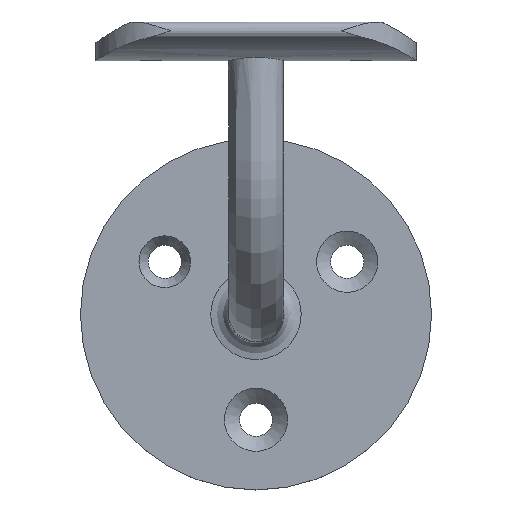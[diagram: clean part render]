
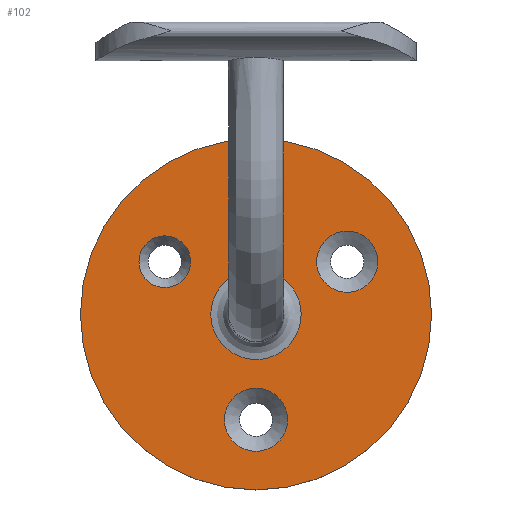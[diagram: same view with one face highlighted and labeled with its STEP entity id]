
A CAD part, top view. The second image highlights one B-rep face of the part: STEP entity #102.
In plain terms, the highlighted planar face has unit normal (0, 0, 1).
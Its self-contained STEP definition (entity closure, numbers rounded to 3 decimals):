
#76=B_SPLINE_CURVE_WITH_KNOTS('',3,(#505,#506,#507,#508,#509,#510,#511,
#512,#513,#514,#515,#516,#517,#518,#519,#520,#521,#522,#523,#524,#525,#526,
#527,#528,#529,#530,#531,#532,#533,#534,#535,#536,#537,#538,#539,#540,#541,
#542,#543,#544,#545,#546,#547,#548,#549,#550,#551,#552,#553,#554,#555,#556,
#557,#558,#559,#560,#561,#562,#563,#564,#565,#566,#567,#568,#569,#570,#571,
#572,#573,#574,#575,#576,#577,#578,#579,#580,#581,#582,#583,#584,#585,#586,
#587,#588,#589,#590,#591,#592,#593,#594,#595,#596,#597,#598),
 .UNSPECIFIED.,.T.,.F.,(2,2,2,2,2,2,2,2,2,2,2,2,2,2,2,2,2,2,2,2,2,2,2,2,
2,2,2,2,2,2,2,2,2,2,2,2,2,2,2,2,2,2,2,2,2,2,2,2,2),(-0.031,
0.,0.031,0.047,0.063,0.094,0.109,0.125,0.156,0.188,0.203,
0.219,0.25,0.281,0.313,0.328,0.344,0.359,0.375,0.406,0.422,
0.438,0.469,0.484,0.5,0.531,0.547,0.563,0.578,0.594,
0.625,0.656,0.688,0.703,0.719,0.75,0.781,0.797,0.813,0.844,
0.859,0.875,0.906,0.922,0.938,0.953,0.969,1.,1.031),
 .UNSPECIFIED.);
#102=ADVANCED_FACE('',(#128,#129,#130,#131,#132),#123,.T.);
#123=PLANE('',#396);
#128=FACE_BOUND('',#166,.T.);
#129=FACE_BOUND('',#167,.T.);
#130=FACE_BOUND('',#168,.T.);
#131=FACE_BOUND('',#169,.T.);
#132=FACE_BOUND('',#170,.T.);
#166=EDGE_LOOP('',(#210));
#167=EDGE_LOOP('',(#211));
#168=EDGE_LOOP('',(#212));
#169=EDGE_LOOP('',(#213));
#170=EDGE_LOOP('',(#214));
#210=ORIENTED_EDGE('',*,*,#324,.T.);
#211=ORIENTED_EDGE('',*,*,#325,.T.);
#212=ORIENTED_EDGE('',*,*,#326,.T.);
#213=ORIENTED_EDGE('',*,*,#327,.T.);
#214=ORIENTED_EDGE('',*,*,#328,.T.);
#290=VERTEX_POINT('',#498);
#291=VERTEX_POINT('',#500);
#292=VERTEX_POINT('',#502);
#293=VERTEX_POINT('',#504);
#294=VERTEX_POINT('',#599);
#324=EDGE_CURVE('',#290,#290,#364,.T.);
#325=EDGE_CURVE('',#291,#291,#365,.T.);
#326=EDGE_CURVE('',#292,#292,#366,.T.);
#327=EDGE_CURVE('',#293,#293,#367,.T.);
#328=EDGE_CURVE('',#294,#294,#76,.T.);
#364=CIRCLE('',#392,5.15);
#365=CIRCLE('',#393,6.1);
#366=CIRCLE('',#394,35.);
#367=CIRCLE('',#395,6.3);
#392=AXIS2_PLACEMENT_3D('',#497,#431,#432);
#393=AXIS2_PLACEMENT_3D('',#499,#433,#434);
#394=AXIS2_PLACEMENT_3D('',#501,#435,#436);
#395=AXIS2_PLACEMENT_3D('',#503,#437,#438);
#396=AXIS2_PLACEMENT_3D('',#600,#439,#440);
#431=DIRECTION('',(0.,0.,-1.));
#432=DIRECTION('',(1.,0.,0.));
#433=DIRECTION('',(0.,0.,-1.));
#434=DIRECTION('',(1.,0.,0.));
#435=DIRECTION('',(0.,0.,1.));
#436=DIRECTION('',(1.,0.,0.));
#437=DIRECTION('',(0.,0.,-1.));
#438=DIRECTION('',(0.,-1.,0.));
#439=DIRECTION('',(0.,0.,1.));
#440=DIRECTION('',(1.,0.,0.));
#497=CARTESIAN_POINT('',(-18.187,10.5,6.));
#498=CARTESIAN_POINT('',(-13.037,10.5,6.));
#499=CARTESIAN_POINT('',(18.187,10.5,6.));
#500=CARTESIAN_POINT('',(24.287,10.5,6.));
#501=CARTESIAN_POINT('',(0.,0.,6.));
#502=CARTESIAN_POINT('',(35.,0.,6.));
#503=CARTESIAN_POINT('',(0.,-21.,6.));
#504=CARTESIAN_POINT('',(0.,-27.3,6.));
#505=CARTESIAN_POINT('',(-9.013,0.349,6.));
#506=CARTESIAN_POINT('',(-8.889,1.531,6.));
#507=CARTESIAN_POINT('',(-8.768,2.115,6.));
#508=CARTESIAN_POINT('',(-8.504,2.962,6.));
#509=CARTESIAN_POINT('',(-8.402,3.24,6.));
#510=CARTESIAN_POINT('',(-8.17,3.786,6.));
#511=CARTESIAN_POINT('',(-8.04,4.053,6.));
#512=CARTESIAN_POINT('',(-7.616,4.827,6.));
#513=CARTESIAN_POINT('',(-7.287,5.312,6.));
#514=CARTESIAN_POINT('',(-6.722,5.992,6.));
#515=CARTESIAN_POINT('',(-6.52,6.211,6.));
#516=CARTESIAN_POINT('',(-6.098,6.626,6.));
#517=CARTESIAN_POINT('',(-5.878,6.821,6.));
#518=CARTESIAN_POINT('',(-5.192,7.372,6.));
#519=CARTESIAN_POINT('',(-4.702,7.695,6.));
#520=CARTESIAN_POINT('',(-3.651,8.247,6.));
#521=CARTESIAN_POINT('',(-3.105,8.468,6.));
#522=CARTESIAN_POINT('',(-2.262,8.716,6.));
#523=CARTESIAN_POINT('',(-1.976,8.785,6.));
#524=CARTESIAN_POINT('',(-1.397,8.896,6.));
#525=CARTESIAN_POINT('',(-1.101,8.937,6.));
#526=CARTESIAN_POINT('',(-0.22,9.017,6.));
#527=CARTESIAN_POINT('',(0.366,9.012,6.));
#528=CARTESIAN_POINT('',(1.534,8.888,6.));
#529=CARTESIAN_POINT('',(2.121,8.766,6.));
#530=CARTESIAN_POINT('',(3.242,8.416,6.));
#531=CARTESIAN_POINT('',(3.782,8.187,6.));
#532=CARTESIAN_POINT('',(4.56,7.763,6.));
#533=CARTESIAN_POINT('',(4.814,7.608,6.));
#534=CARTESIAN_POINT('',(5.302,7.277,6.));
#535=CARTESIAN_POINT('',(5.536,7.1,6.));
#536=CARTESIAN_POINT('',(5.987,6.726,6.));
#537=CARTESIAN_POINT('',(6.203,6.528,6.));
#538=CARTESIAN_POINT('',(6.615,6.109,6.));
#539=CARTESIAN_POINT('',(6.813,5.888,6.));
#540=CARTESIAN_POINT('',(7.371,5.195,6.));
#541=CARTESIAN_POINT('',(7.693,4.704,6.));
#542=CARTESIAN_POINT('',(8.103,3.926,6.));
#543=CARTESIAN_POINT('',(8.227,3.659,6.));
#544=CARTESIAN_POINT('',(8.451,3.111,6.));
#545=CARTESIAN_POINT('',(8.549,2.829,6.));
#546=CARTESIAN_POINT('',(8.798,1.982,6.));
#547=CARTESIAN_POINT('',(8.908,1.406,6.));
#548=CARTESIAN_POINT('',(8.989,0.527,6.));
#549=CARTESIAN_POINT('',(9.002,0.229,6.));
#550=CARTESIAN_POINT('',(8.998,-0.363,6.));
#551=CARTESIAN_POINT('',(8.981,-0.656,6.));
#552=CARTESIAN_POINT('',(8.888,-1.531,6.));
#553=CARTESIAN_POINT('',(8.77,-2.106,6.));
#554=CARTESIAN_POINT('',(8.506,-2.955,6.));
#555=CARTESIAN_POINT('',(8.404,-3.234,6.));
#556=CARTESIAN_POINT('',(8.174,-3.776,6.));
#557=CARTESIAN_POINT('',(8.047,-4.04,6.));
#558=CARTESIAN_POINT('',(7.766,-4.554,6.));
#559=CARTESIAN_POINT('',(7.614,-4.805,6.));
#560=CARTESIAN_POINT('',(7.283,-5.293,6.));
#561=CARTESIAN_POINT('',(7.104,-5.532,6.));
#562=CARTESIAN_POINT('',(6.538,-6.213,6.));
#563=CARTESIAN_POINT('',(6.12,-6.624,6.));
#564=CARTESIAN_POINT('',(5.207,-7.362,6.));
#565=CARTESIAN_POINT('',(4.707,-7.691,6.));
#566=CARTESIAN_POINT('',(3.667,-8.239,6.));
#567=CARTESIAN_POINT('',(3.125,-8.461,6.));
#568=CARTESIAN_POINT('',(2.276,-8.712,6.));
#569=CARTESIAN_POINT('',(1.986,-8.783,6.));
#570=CARTESIAN_POINT('',(1.407,-8.894,6.));
#571=CARTESIAN_POINT('',(1.116,-8.936,6.));
#572=CARTESIAN_POINT('',(0.241,-9.016,6.));
#573=CARTESIAN_POINT('',(-0.349,-9.013,6.));
#574=CARTESIAN_POINT('',(-1.529,-8.889,6.));
#575=CARTESIAN_POINT('',(-2.103,-8.77,6.));
#576=CARTESIAN_POINT('',(-2.943,-8.51,6.));
#577=CARTESIAN_POINT('',(-3.219,-8.41,6.));
#578=CARTESIAN_POINT('',(-3.764,-8.18,6.));
#579=CARTESIAN_POINT('',(-4.033,-8.05,6.));
#580=CARTESIAN_POINT('',(-4.809,-7.628,6.));
#581=CARTESIAN_POINT('',(-5.295,-7.3,6.));
#582=CARTESIAN_POINT('',(-5.974,-6.737,6.));
#583=CARTESIAN_POINT('',(-6.194,-6.536,6.));
#584=CARTESIAN_POINT('',(-6.61,-6.115,6.));
#585=CARTESIAN_POINT('',(-6.806,-5.895,6.));
#586=CARTESIAN_POINT('',(-7.36,-5.211,6.));
#587=CARTESIAN_POINT('',(-7.683,-4.721,6.));
#588=CARTESIAN_POINT('',(-8.098,-3.936,6.));
#589=CARTESIAN_POINT('',(-8.224,-3.666,6.));
#590=CARTESIAN_POINT('',(-8.446,-3.122,6.));
#591=CARTESIAN_POINT('',(-8.543,-2.845,6.));
#592=CARTESIAN_POINT('',(-8.71,-2.284,6.));
#593=CARTESIAN_POINT('',(-8.78,-1.999,6.));
#594=CARTESIAN_POINT('',(-8.892,-1.421,6.));
#595=CARTESIAN_POINT('',(-8.934,-1.126,6.));
#596=CARTESIAN_POINT('',(-9.016,-0.241,6.));
#597=CARTESIAN_POINT('',(-9.013,0.349,6.));
#598=CARTESIAN_POINT('',(-8.889,1.531,6.));
#599=CARTESIAN_POINT('',(-8.951,0.94,6.));
#600=CARTESIAN_POINT('',(-10.5,0.,6.));
